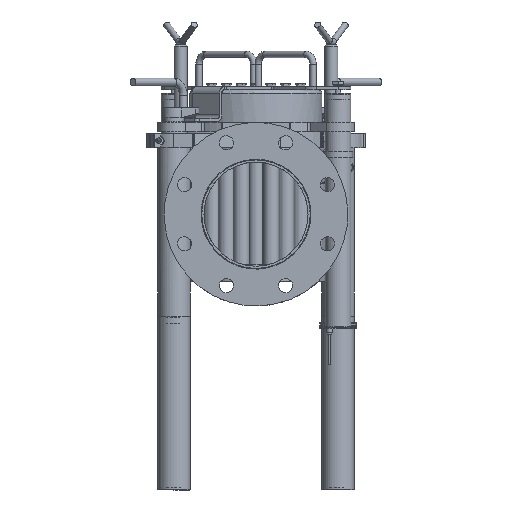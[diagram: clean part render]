
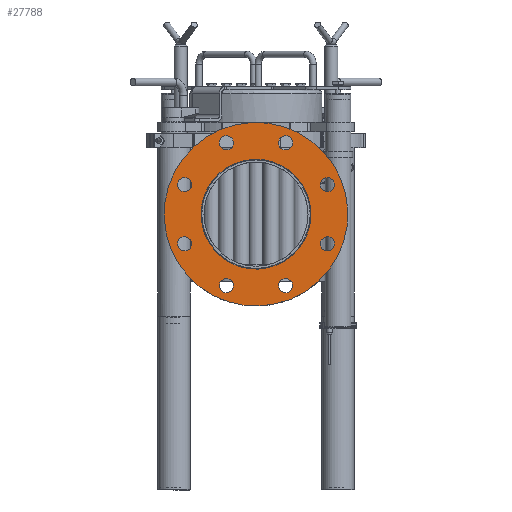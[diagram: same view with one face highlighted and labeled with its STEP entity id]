
A CAD part, left-side view. The second image highlights one B-rep face of the part: STEP entity #27788.
In plain terms, the highlighted planar face has unit normal (-1, 0, 0).
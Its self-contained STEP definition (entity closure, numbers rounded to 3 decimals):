
#4564=FACE_BOUND('',#7404,.T.);
#4565=FACE_BOUND('',#7405,.T.);
#4566=FACE_BOUND('',#7406,.T.);
#4567=FACE_BOUND('',#7407,.T.);
#4568=FACE_BOUND('',#7408,.T.);
#4569=FACE_BOUND('',#7409,.T.);
#4570=FACE_BOUND('',#7410,.T.);
#4571=FACE_BOUND('',#7411,.T.);
#4572=FACE_BOUND('',#7412,.T.);
#5594=FACE_OUTER_BOUND('',#7403,.T.);
#7403=EDGE_LOOP('',(#18993));
#7404=EDGE_LOOP('',(#18994));
#7405=EDGE_LOOP('',(#18995));
#7406=EDGE_LOOP('',(#18996));
#7407=EDGE_LOOP('',(#18997));
#7408=EDGE_LOOP('',(#18998));
#7409=EDGE_LOOP('',(#18999));
#7410=EDGE_LOOP('',(#19000));
#7411=EDGE_LOOP('',(#19001));
#7412=EDGE_LOOP('',(#19002));
#9947=CIRCLE('',#29856,11.);
#9949=CIRCLE('',#29859,11.);
#9951=CIRCLE('',#29862,11.);
#9953=CIRCLE('',#29865,11.);
#9955=CIRCLE('',#29868,11.);
#9957=CIRCLE('',#29871,11.);
#9959=CIRCLE('',#29874,11.);
#9961=CIRCLE('',#29877,11.);
#9962=CIRCLE('',#29879,85.25);
#9964=CIRCLE('',#29882,142.5);
#11856=VERTEX_POINT('',#43072);
#11858=VERTEX_POINT('',#43077);
#11860=VERTEX_POINT('',#43082);
#11862=VERTEX_POINT('',#43087);
#11864=VERTEX_POINT('',#43092);
#11866=VERTEX_POINT('',#43097);
#11868=VERTEX_POINT('',#43102);
#11870=VERTEX_POINT('',#43107);
#11871=VERTEX_POINT('',#43110);
#11873=VERTEX_POINT('',#43115);
#14702=EDGE_CURVE('',#11856,#11856,#9947,.T.);
#14704=EDGE_CURVE('',#11858,#11858,#9949,.T.);
#14706=EDGE_CURVE('',#11860,#11860,#9951,.T.);
#14708=EDGE_CURVE('',#11862,#11862,#9953,.T.);
#14710=EDGE_CURVE('',#11864,#11864,#9955,.T.);
#14712=EDGE_CURVE('',#11866,#11866,#9957,.T.);
#14714=EDGE_CURVE('',#11868,#11868,#9959,.T.);
#14716=EDGE_CURVE('',#11870,#11870,#9961,.T.);
#14717=EDGE_CURVE('',#11871,#11871,#9962,.T.);
#14719=EDGE_CURVE('',#11873,#11873,#9964,.T.);
#18993=ORIENTED_EDGE('',*,*,#14719,.F.);
#18994=ORIENTED_EDGE('',*,*,#14702,.T.);
#18995=ORIENTED_EDGE('',*,*,#14704,.T.);
#18996=ORIENTED_EDGE('',*,*,#14706,.T.);
#18997=ORIENTED_EDGE('',*,*,#14708,.T.);
#18998=ORIENTED_EDGE('',*,*,#14710,.T.);
#18999=ORIENTED_EDGE('',*,*,#14712,.T.);
#19000=ORIENTED_EDGE('',*,*,#14714,.T.);
#19001=ORIENTED_EDGE('',*,*,#14716,.T.);
#19002=ORIENTED_EDGE('',*,*,#14717,.T.);
#25146=PLANE('',#29884);
#27788=ADVANCED_FACE('',(#5594,#4564,#4565,#4566,#4567,#4568,#4569,#4570,
#4571,#4572),#25146,.F.);
#29856=AXIS2_PLACEMENT_3D('',#43073,#34254,#34255);
#29859=AXIS2_PLACEMENT_3D('',#43078,#34260,#34261);
#29862=AXIS2_PLACEMENT_3D('',#43083,#34266,#34267);
#29865=AXIS2_PLACEMENT_3D('',#43088,#34272,#34273);
#29868=AXIS2_PLACEMENT_3D('',#43093,#34278,#34279);
#29871=AXIS2_PLACEMENT_3D('',#43098,#34284,#34285);
#29874=AXIS2_PLACEMENT_3D('',#43103,#34290,#34291);
#29877=AXIS2_PLACEMENT_3D('',#43108,#34296,#34297);
#29879=AXIS2_PLACEMENT_3D('',#43111,#34300,#34301);
#29882=AXIS2_PLACEMENT_3D('',#43116,#34306,#34307);
#29884=AXIS2_PLACEMENT_3D('',#43119,#34310,#34311);
#34254=DIRECTION('center_axis',(1.,0.,0.));
#34255=DIRECTION('ref_axis',(0.,0.383,-0.924));
#34260=DIRECTION('center_axis',(1.,0.,0.));
#34261=DIRECTION('ref_axis',(0.,0.924,-0.383));
#34266=DIRECTION('center_axis',(1.,0.,0.));
#34267=DIRECTION('ref_axis',(0.,0.924,0.383));
#34272=DIRECTION('center_axis',(1.,0.,0.));
#34273=DIRECTION('ref_axis',(0.,0.383,0.924));
#34278=DIRECTION('center_axis',(1.,0.,0.));
#34279=DIRECTION('ref_axis',(0.,-0.383,0.924));
#34284=DIRECTION('center_axis',(1.,0.,0.));
#34285=DIRECTION('ref_axis',(0.,-0.924,0.383));
#34290=DIRECTION('center_axis',(1.,0.,0.));
#34291=DIRECTION('ref_axis',(0.,-0.924,-0.383));
#34296=DIRECTION('center_axis',(1.,0.,0.));
#34297=DIRECTION('ref_axis',(0.,-0.383,-0.924));
#34300=DIRECTION('center_axis',(1.,0.,0.));
#34301=DIRECTION('ref_axis',(0.,-0.383,-0.924));
#34306=DIRECTION('center_axis',(1.,0.,0.));
#34307=DIRECTION('ref_axis',(0.,-0.383,-0.924));
#34310=DIRECTION('center_axis',(1.,0.,0.));
#34311=DIRECTION('ref_axis',(0.,-0.383,-0.924));
#43072=CARTESIAN_POINT('',(-205.,106.656,56.085));
#43073=CARTESIAN_POINT('Origin',(-205.,110.866,45.922));
#43077=CARTESIAN_POINT('',(-205.,35.759,115.075));
#43078=CARTESIAN_POINT('Origin',(-205.,45.922,110.866));
#43082=CARTESIAN_POINT('',(-205.,-56.085,106.656));
#43083=CARTESIAN_POINT('Origin',(-205.,-45.922,110.866));
#43087=CARTESIAN_POINT('',(-205.,-115.075,35.759));
#43088=CARTESIAN_POINT('Origin',(-205.,-110.866,45.922));
#43092=CARTESIAN_POINT('',(-205.,-106.656,-56.085));
#43093=CARTESIAN_POINT('Origin',(-205.,-110.866,-45.922));
#43097=CARTESIAN_POINT('',(-205.,-35.759,-115.075));
#43098=CARTESIAN_POINT('Origin',(-205.,-45.922,-110.866));
#43102=CARTESIAN_POINT('',(-205.,56.085,-106.656));
#43103=CARTESIAN_POINT('Origin',(-205.,45.922,-110.866));
#43107=CARTESIAN_POINT('',(-205.,115.075,-35.759));
#43108=CARTESIAN_POINT('Origin',(-205.,110.866,-45.922));
#43110=CARTESIAN_POINT('',(-205.,32.624,78.761));
#43111=CARTESIAN_POINT('Origin',(-205.,0.,0.));
#43115=CARTESIAN_POINT('',(-205.,54.532,131.653));
#43116=CARTESIAN_POINT('Origin',(-205.,0.,0.));
#43119=CARTESIAN_POINT('Origin',(-205.,0.,0.));
